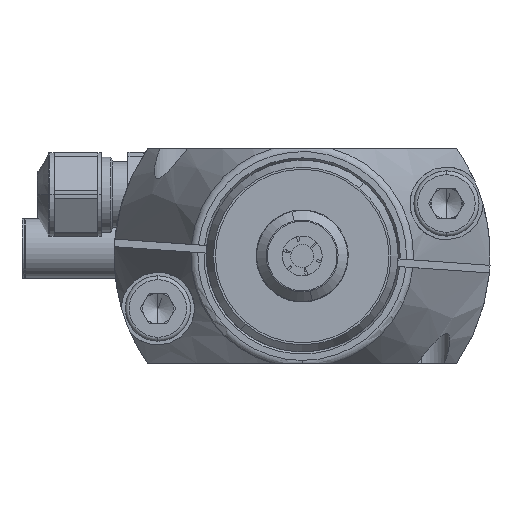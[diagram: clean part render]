
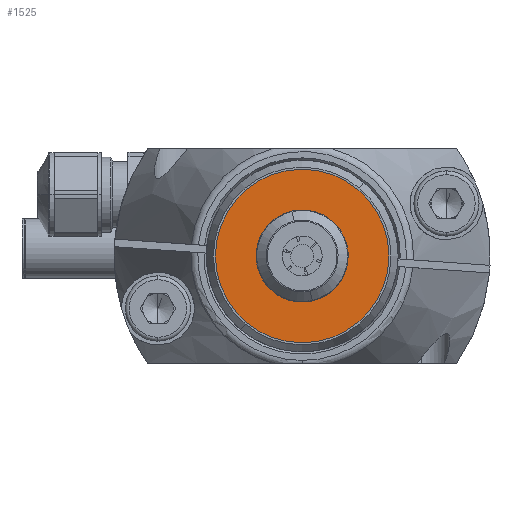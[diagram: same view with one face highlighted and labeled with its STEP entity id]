
A CAD part, left-side view. The second image highlights one B-rep face of the part: STEP entity #1525.
In plain terms, the highlighted planar face has unit normal (-1, 0, 0).
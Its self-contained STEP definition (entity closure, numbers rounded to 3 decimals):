
#1252 = VERTEX_POINT ( 'NONE', #5472 ) ;
#1254 = EDGE_CURVE ( 'NONE', #1532, #1252, #5407, .T. ) ;
#1255 = EDGE_CURVE ( 'NONE', #1476, #1489, #5468, .T. ) ;
#1353 = ORIENTED_EDGE ( 'NONE', *, *, #1255, .F. ) ;
#1355 = ORIENTED_EDGE ( 'NONE', *, *, #1526, .F. ) ;
#1476 = VERTEX_POINT ( 'NONE', #5924 ) ;
#1482 = EDGE_CURVE ( 'NONE', #1252, #1532, #5815, .T. ) ;
#1489 = VERTEX_POINT ( 'NONE', #6028 ) ;
#1494 = EDGE_LOOP ( 'NONE', ( #1527, #1531 ) ) ;
#1524 = EDGE_LOOP ( 'NONE', ( #1353, #1355 ) ) ;
#1525 = ADVANCED_FACE ( 'NONE', ( #5936, #5894 ), #5939, .T. ) ;
#1526 = EDGE_CURVE ( 'NONE', #1489, #1476, #5889, .T. ) ;
#1527 = ORIENTED_EDGE ( 'NONE', *, *, #1482, .T. ) ;
#1531 = ORIENTED_EDGE ( 'NONE', *, *, #1254, .T. ) ;
#1532 = VERTEX_POINT ( 'NONE', #5977 ) ;
#5399 = DIRECTION ( 'NONE',  ( 0., -0.766, -0.643 ) ) ;
#5400 = DIRECTION ( 'NONE',  ( -1., 0., 0. ) ) ;
#5403 = AXIS2_PLACEMENT_3D ( 'NONE', #5467, #5400, #5399 ) ;
#5404 = DIRECTION ( 'NONE',  ( 0., -0.766, -0.643 ) ) ;
#5405 = DIRECTION ( 'NONE',  ( -1., 0., 0. ) ) ;
#5406 = AXIS2_PLACEMENT_3D ( 'NONE', #5466, #5405, #5404 ) ;
#5407 = CIRCLE ( 'NONE', #5406, 11.3 ) ;
#5466 = CARTESIAN_POINT ( 'NONE',  ( -107.7, 0., 0. ) ) ;
#5467 = CARTESIAN_POINT ( 'NONE',  ( -107.7, 0., 0. ) ) ;
#5468 = CIRCLE ( 'NONE', #5403, 5.3 ) ;
#5472 = CARTESIAN_POINT ( 'NONE',  ( -107.7, 8.656, 7.263 ) ) ;
#5815 = CIRCLE ( 'NONE', #5915, 11.3 ) ;
#5879 = DIRECTION ( 'NONE',  ( 0., -0.766, -0.643 ) ) ;
#5880 = DIRECTION ( 'NONE',  ( -1., 0., 0. ) ) ;
#5881 = CARTESIAN_POINT ( 'NONE',  ( -107.7, 0., 0. ) ) ;
#5882 = AXIS2_PLACEMENT_3D ( 'NONE', #5881, #5880, #5879 ) ;
#5883 = DIRECTION ( 'NONE',  ( 0., -0.766, -0.643 ) ) ;
#5884 = DIRECTION ( 'NONE',  ( -1., 0., 0. ) ) ;
#5885 = CARTESIAN_POINT ( 'NONE',  ( -107.7, 0., 0. ) ) ;
#5886 = AXIS2_PLACEMENT_3D ( 'NONE', #5885, #5884, #5883 ) ;
#5889 = CIRCLE ( 'NONE', #5882, 5.3 ) ;
#5894 = FACE_BOUND ( 'NONE', #1524, .T. ) ;
#5915 = AXIS2_PLACEMENT_3D ( 'NONE', #6029, #6022, #6021 ) ;
#5924 = CARTESIAN_POINT ( 'NONE',  ( -107.7, 4.06, 3.407 ) ) ;
#5936 = FACE_OUTER_BOUND ( 'NONE', #1494, .T. ) ;
#5939 = PLANE ( 'NONE',  #5886 ) ;
#5977 = CARTESIAN_POINT ( 'NONE',  ( -107.7, -8.656, -7.263 ) ) ;
#6021 = DIRECTION ( 'NONE',  ( 0., -0.766, -0.643 ) ) ;
#6022 = DIRECTION ( 'NONE',  ( -1., 0., 0. ) ) ;
#6028 = CARTESIAN_POINT ( 'NONE',  ( -107.7, -4.06, -3.407 ) ) ;
#6029 = CARTESIAN_POINT ( 'NONE',  ( -107.7, 0., 0. ) ) ;
